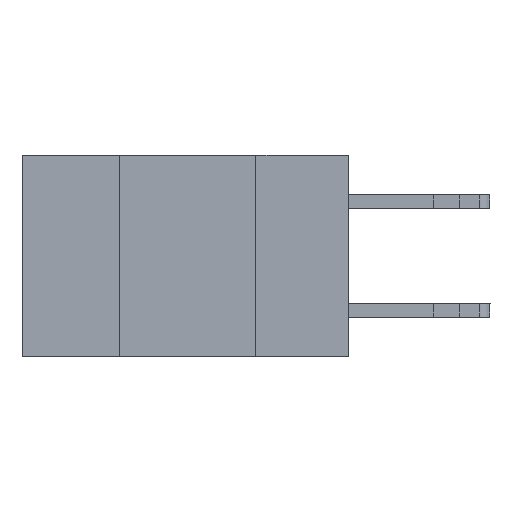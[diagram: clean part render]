
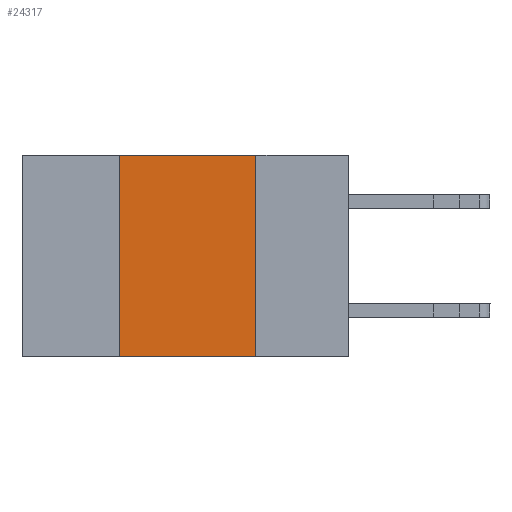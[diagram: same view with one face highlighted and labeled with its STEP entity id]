
A CAD part, left-side view. The second image highlights one B-rep face of the part: STEP entity #24317.
In plain terms, the highlighted planar face has unit normal (-1, 0, 0).
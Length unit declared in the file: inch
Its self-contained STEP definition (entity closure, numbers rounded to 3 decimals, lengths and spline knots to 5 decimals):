
#797 = VERTEX_POINT ( 'NONE', #23635 ) ;
#943 = LINE ( 'NONE', #1967, #16389 ) ;
#1967 = CARTESIAN_POINT ( 'NONE',  ( 0., 0.6, -0.37 ) ) ;
#3904 = DIRECTION ( 'NONE',  ( 0., 0., -1. ) ) ;
#4641 = FACE_OUTER_BOUND ( 'NONE', #19529, .T. ) ;
#4802 = ORIENTED_EDGE ( 'NONE', *, *, #4968, .F. ) ;
#4968 = EDGE_CURVE ( 'NONE', #7906, #6078, #17968, .T. ) ;
#5191 = EDGE_CURVE ( 'NONE', #21724, #7906, #6580, .T. ) ;
#6078 = VERTEX_POINT ( 'NONE', #13256 ) ;
#6580 = LINE ( 'NONE', #17164, #6923 ) ;
#6923 = VECTOR ( 'NONE', #9672, 39.37008 ) ;
#6963 = DIRECTION ( 'NONE',  ( 0., -1., 0. ) ) ;
#7852 = EDGE_CURVE ( 'NONE', #6078, #797, #18644, .T. ) ;
#7858 = PLANE ( 'NONE',  #18596 ) ;
#7906 = VERTEX_POINT ( 'NONE', #16730 ) ;
#8451 = DIRECTION ( 'NONE',  ( 0., 0., -1. ) ) ;
#8557 = VECTOR ( 'NONE', #8451, 39.37008 ) ;
#9672 = DIRECTION ( 'NONE',  ( 0., 0., 1. ) ) ;
#9874 = DIRECTION ( 'NONE',  ( 0., -1., 0. ) ) ;
#11777 = ORIENTED_EDGE ( 'NONE', *, *, #13220, .T. ) ;
#12870 = CARTESIAN_POINT ( 'NONE',  ( 0., 0.17, 0. ) ) ;
#13220 = EDGE_CURVE ( 'NONE', #21724, #797, #943, .T. ) ;
#13256 = CARTESIAN_POINT ( 'NONE',  ( 0., 0.17, 0. ) ) ;
#14783 = CARTESIAN_POINT ( 'NONE',  ( 0., 0.6, 0. ) ) ;
#16389 = VECTOR ( 'NONE', #9874, 39.37008 ) ;
#16685 = VECTOR ( 'NONE', #6963, 39.37008 ) ;
#16730 = CARTESIAN_POINT ( 'NONE',  ( 0., 0.42, 0. ) ) ;
#17164 = CARTESIAN_POINT ( 'NONE',  ( 0., 0.42, 0. ) ) ;
#17968 = LINE ( 'NONE', #14783, #16685 ) ;
#18309 = CARTESIAN_POINT ( 'NONE',  ( 0., 0.42, -0.37 ) ) ;
#18596 = AXIS2_PLACEMENT_3D ( 'NONE', #21914, #22105, #3904 ) ;
#18644 = LINE ( 'NONE', #12870, #8557 ) ;
#19529 = EDGE_LOOP ( 'NONE', ( #23187, #4802, #21620, #11777 ) ) ;
#21620 = ORIENTED_EDGE ( 'NONE', *, *, #5191, .F. ) ;
#21724 = VERTEX_POINT ( 'NONE', #18309 ) ;
#21914 = CARTESIAN_POINT ( 'NONE',  ( 0., 0.6, 0. ) ) ;
#22105 = DIRECTION ( 'NONE',  ( 1., 0., 0. ) ) ;
#23187 = ORIENTED_EDGE ( 'NONE', *, *, #7852, .F. ) ;
#23635 = CARTESIAN_POINT ( 'NONE',  ( 0., 0.17, -0.37 ) ) ;
#24317 = ADVANCED_FACE ( 'NONE', ( #4641 ), #7858, .F. ) ;
